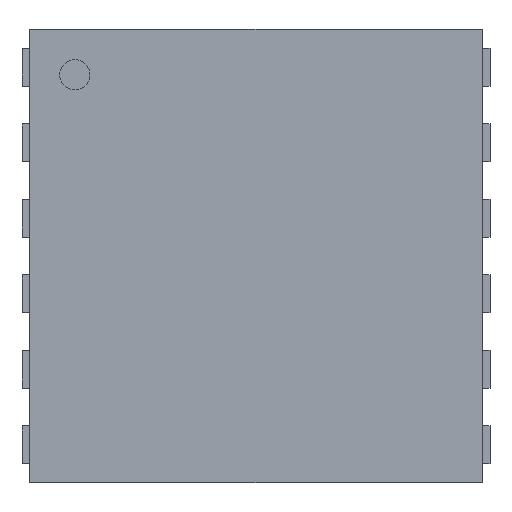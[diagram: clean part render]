
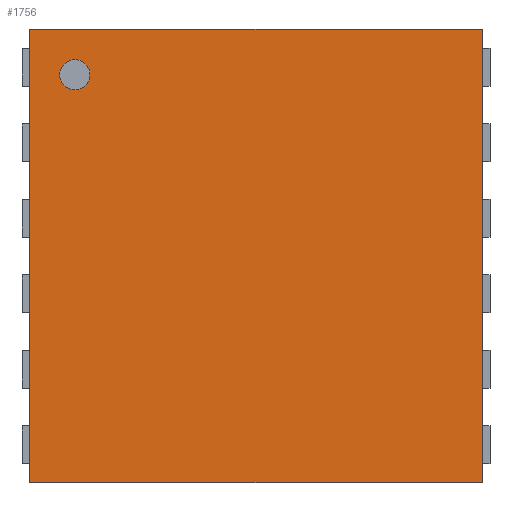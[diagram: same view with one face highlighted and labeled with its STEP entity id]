
A CAD part, top view. The second image highlights one B-rep face of the part: STEP entity #1756.
In plain terms, the highlighted planar face has unit normal (0, 0, 1).
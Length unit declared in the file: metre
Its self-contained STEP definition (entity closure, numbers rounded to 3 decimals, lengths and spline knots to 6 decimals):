
#99=CIRCLE('',#2326,0.0001);
#222=ORIENTED_EDGE('',*,*,#692,.F.);
#223=ORIENTED_EDGE('',*,*,#690,.F.);
#224=ORIENTED_EDGE('',*,*,#641,.T.);
#225=ORIENTED_EDGE('',*,*,#691,.T.);
#226=ORIENTED_EDGE('',*,*,#619,.F.);
#619=EDGE_CURVE('',#863,#864,#1028,.T.);
#641=EDGE_CURVE('',#886,#885,#1050,.T.);
#690=EDGE_CURVE('',#886,#863,#1099,.T.);
#691=EDGE_CURVE('',#885,#864,#1100,.T.);
#692=EDGE_CURVE('',#921,#921,#99,.T.);
#863=VERTEX_POINT('',#2885);
#864=VERTEX_POINT('',#2887);
#885=VERTEX_POINT('',#2930);
#886=VERTEX_POINT('',#2932);
#921=VERTEX_POINT('',#3023);
#1028=LINE('',#2886,#1271);
#1050=LINE('',#2931,#1293);
#1099=LINE('',#3018,#1342);
#1100=LINE('',#3020,#1343);
#1271=VECTOR('',#2440,1.);
#1293=VECTOR('',#2464,1.);
#1342=VECTOR('',#2519,1.);
#1343=VECTOR('',#2522,1.);
#1494=EDGE_LOOP('',(#222));
#1495=EDGE_LOOP('',(#223,#224,#225,#226));
#1583=FACE_BOUND('',#1494,.T.);
#1584=FACE_BOUND('',#1495,.T.);
#1671=PLANE('',#2325);
#1756=ADVANCED_FACE('',(#1583,#1584),#1671,.T.);
#2325=AXIS2_PLACEMENT_3D('',#3021,#2523,#2524);
#2326=AXIS2_PLACEMENT_3D('',#3022,#2525,#2526);
#2440=DIRECTION('',(0.,-1.,0.));
#2464=DIRECTION('',(0.,-1.,0.));
#2519=DIRECTION('',(1.,0.,0.));
#2522=DIRECTION('',(1.,0.,0.));
#2523=DIRECTION('',(0.,0.,1.));
#2524=DIRECTION('',(1.,0.,0.));
#2525=DIRECTION('',(0.,0.,1.));
#2526=DIRECTION('',(1.,0.,0.));
#2885=CARTESIAN_POINT('',(0.0015,0.0015,0.0009));
#2886=CARTESIAN_POINT('',(0.0015,0.,0.0009));
#2887=CARTESIAN_POINT('',(0.0015,-0.0015,0.0009));
#2930=CARTESIAN_POINT('',(-0.0015,-0.0015,0.0009));
#2931=CARTESIAN_POINT('',(-0.0015,0.,0.0009));
#2932=CARTESIAN_POINT('',(-0.0015,0.0015,0.0009));
#3018=CARTESIAN_POINT('',(0.,0.0015,0.0009));
#3020=CARTESIAN_POINT('',(0.,-0.0015,0.0009));
#3021=CARTESIAN_POINT('',(0.,0.,0.0009));
#3022=CARTESIAN_POINT('',(-0.0012,0.0012,0.0009));
#3023=CARTESIAN_POINT('',(-0.0011,0.0012,0.0009));
